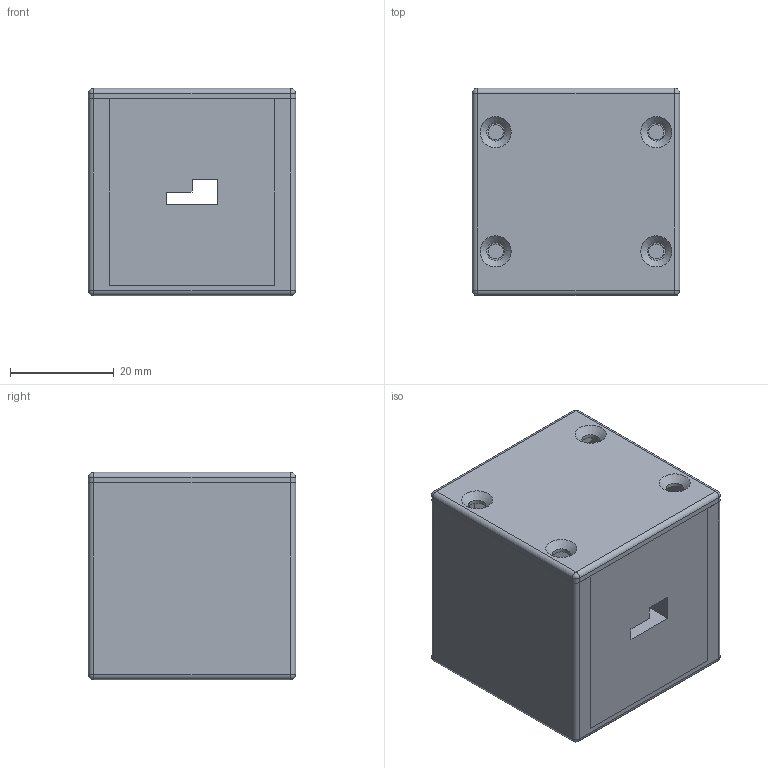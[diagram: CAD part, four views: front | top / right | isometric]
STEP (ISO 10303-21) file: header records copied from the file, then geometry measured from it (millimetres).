
FILE_DESCRIPTION(/* description */ ('FreeCAD Model'),/* implementation_level */ '2;1');
FILE_NAME(/* name */ 'cube_assembly_Nov.17.step',/* time_stamp */ '2025-11-17T11:06:24-07:00',/* author */ (''),/* organization */ (''),/* preprocessor_version */ 'ST-DEVELOPER v20.1',/* originating_system */ 'Autodesk Translation Framework v14.4.0.0',/* authorisation */ '');
FILE_SCHEMA (('AUTOMOTIVE_DESIGN { 1 0 10303 214 3 1 1 }'));
Length unit declared in the file: millimetre
Products named in the file (4): Fillet003; Body005; Body003; Body002
Assembly tree (3 placements, depth 2):
  Fillet003
    Body005
    Body003
    Body002
Bounding box: 40 x 40 x 40 mm (x, y, z)
Volume: 19447.2 mm3; surface area: 20906.9 mm2
Topology: 4 solids, 4 shells, 168 faces, 427 edges, 270 vertices
Faces by surface type: plane 125, cylinder 31, sphere 8, cone 4
Full cylindrical faces by diameter (mm): 2.9 x4, 3.4 x4, 3.5 x1, 12 x1, 14 x1
Entity records: 5094 total; most frequent: CARTESIAN_POINT 864, ORIENTED_EDGE 838, DIRECTION 835, EDGE_CURVE 419, LINE 353, VECTOR 353, VERTEX_POINT 270, AXIS2_PLACEMENT_3D 241
